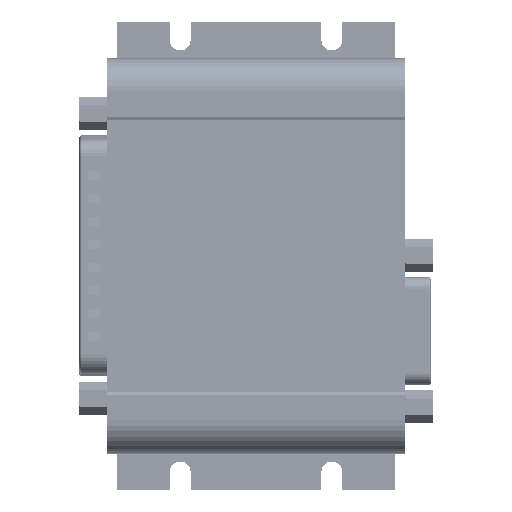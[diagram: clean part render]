
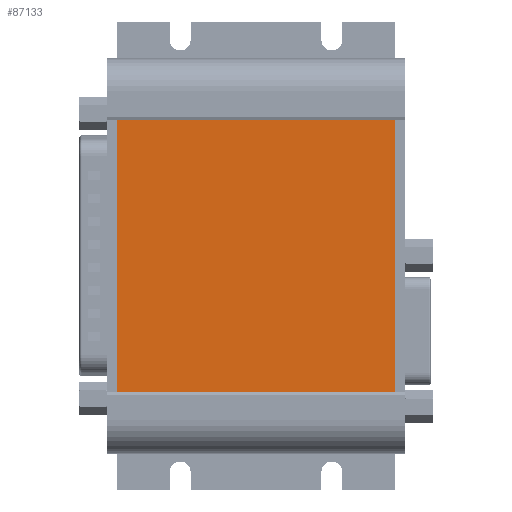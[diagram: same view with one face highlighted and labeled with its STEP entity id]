
A CAD part, top view. The second image highlights one B-rep face of the part: STEP entity #87133.
In plain terms, the highlighted planar face has unit normal (0, 0, 1).
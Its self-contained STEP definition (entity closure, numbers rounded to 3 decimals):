
#7928=FACE_OUTER_BOUND('',#12348,.T.);
#12348=EDGE_LOOP('',(#58126,#58127,#58128,#58129));
#17948=LINE('',#123257,#26910);
#18014=LINE('',#123393,#26976);
#18056=LINE('',#123485,#27018);
#18058=LINE('',#123488,#27020);
#26910=VECTOR('',#99295,10.);
#26976=VECTOR('',#99411,10.);
#27018=VECTOR('',#99479,10.);
#27020=VECTOR('',#99483,10.);
#35861=VERTEX_POINT('',#123254);
#35862=VERTEX_POINT('',#123256);
#35907=VERTEX_POINT('',#123392);
#35944=VERTEX_POINT('',#123484);
#44608=EDGE_CURVE('',#35861,#35862,#17948,.T.);
#44676=EDGE_CURVE('',#35907,#35862,#18014,.T.);
#44723=EDGE_CURVE('',#35944,#35907,#18056,.T.);
#44725=EDGE_CURVE('',#35944,#35861,#18058,.T.);
#58126=ORIENTED_EDGE('',*,*,#44723,.T.);
#58127=ORIENTED_EDGE('',*,*,#44676,.T.);
#58128=ORIENTED_EDGE('',*,*,#44608,.F.);
#58129=ORIENTED_EDGE('',*,*,#44725,.F.);
#84406=PLANE('',#91734);
#87133=ADVANCED_FACE('',(#7928),#84406,.T.);
#91734=AXIS2_PLACEMENT_3D('',#123487,#99481,#99482);
#99295=DIRECTION('',(1.,0.,0.));
#99411=DIRECTION('',(0.,1.,0.));
#99479=DIRECTION('',(1.,0.,0.));
#99481=DIRECTION('center_axis',(0.,0.,1.));
#99482=DIRECTION('ref_axis',(0.,-1.,0.));
#99483=DIRECTION('',(0.,1.,0.));
#123254=CARTESIAN_POINT('',(-23.,22.436,11.8));
#123256=CARTESIAN_POINT('',(23.,22.436,11.8));
#123257=CARTESIAN_POINT('',(0.,22.436,11.8));
#123392=CARTESIAN_POINT('',(23.,-22.436,11.8));
#123393=CARTESIAN_POINT('',(23.,22.436,11.8));
#123484=CARTESIAN_POINT('',(-23.,-22.436,11.8));
#123485=CARTESIAN_POINT('',(0.,-22.436,11.8));
#123487=CARTESIAN_POINT('Origin',(0.,0.,11.8));
#123488=CARTESIAN_POINT('',(-23.,-22.436,11.8));
